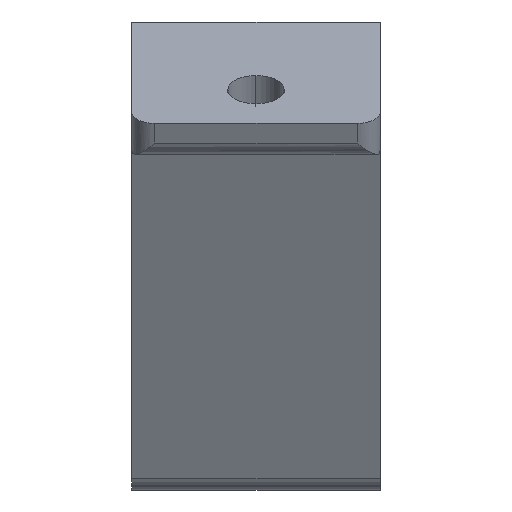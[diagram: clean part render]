
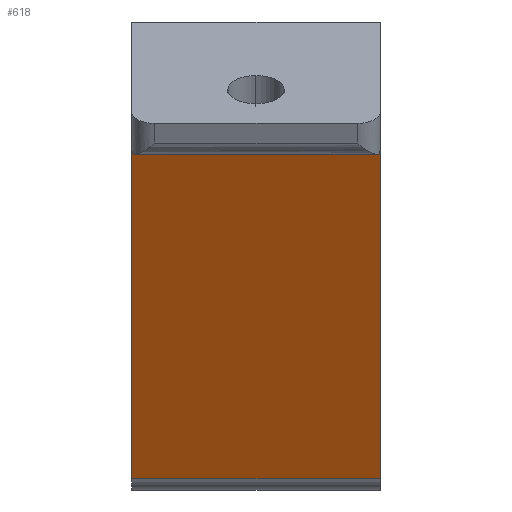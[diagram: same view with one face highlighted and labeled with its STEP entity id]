
A CAD part, left-side view. The second image highlights one B-rep face of the part: STEP entity #618.
In plain terms, the highlighted planar face has unit normal (-0.866, 0, -0.5).
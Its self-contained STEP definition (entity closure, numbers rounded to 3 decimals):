
#9 = CARTESIAN_POINT ( 'NONE',  ( -17.329, -3.5, 11.69 ) ) ;
#20 = LINE ( 'NONE', #554, #781 ) ;
#63 = VERTEX_POINT ( 'NONE', #1488 ) ;
#87 = CARTESIAN_POINT ( 'NONE',  ( -16.329, -14.5, 9.958 ) ) ;
#117 = FACE_OUTER_BOUND ( 'NONE', #1713, .T. ) ;
#133 = CARTESIAN_POINT ( 'NONE',  ( -16.329, -3.5, 9.958 ) ) ;
#193 = EDGE_CURVE ( 'NONE', #1324, #1460, #1441, .T. ) ;
#275 = DIRECTION ( 'NONE',  ( 0., -1., 0. ) ) ;
#400 = DIRECTION ( 'NONE',  ( -0.866, 0., -0.5 ) ) ;
#549 = CARTESIAN_POINT ( 'NONE',  ( -6.504, -14.5, -7.06 ) ) ;
#554 = CARTESIAN_POINT ( 'NONE',  ( -17.329, -3.5, 11.69 ) ) ;
#618 = ADVANCED_FACE ( 'NONE', ( #117 ), #1163, .T. ) ;
#657 = DIRECTION ( 'NONE',  ( 0., -1., 0. ) ) ;
#694 = DIRECTION ( 'NONE',  ( 0.5, 0., -0.866 ) ) ;
#722 = VECTOR ( 'NONE', #657, 1000. ) ;
#750 = VECTOR ( 'NONE', #694, 1000. ) ;
#759 = EDGE_CURVE ( 'NONE', #63, #1324, #20, .T. ) ;
#773 = EDGE_CURVE ( 'NONE', #63, #902, #1328, .T. ) ;
#781 = VECTOR ( 'NONE', #817, 1000. ) ;
#817 = DIRECTION ( 'NONE',  ( 0.5, 0., -0.866 ) ) ;
#828 = CARTESIAN_POINT ( 'NONE',  ( -17.329, -14.5, 11.69 ) ) ;
#879 = ORIENTED_EDGE ( 'NONE', *, *, #1130, .F. ) ;
#900 = CARTESIAN_POINT ( 'NONE',  ( -6.504, -3.5, -7.06 ) ) ;
#902 = VERTEX_POINT ( 'NONE', #87 ) ;
#1112 = AXIS2_PLACEMENT_3D ( 'NONE', #9, #400, #1608 ) ;
#1130 = EDGE_CURVE ( 'NONE', #902, #1460, #1511, .T. ) ;
#1163 = PLANE ( 'NONE',  #1112 ) ;
#1324 = VERTEX_POINT ( 'NONE', #900 ) ;
#1328 = LINE ( 'NONE', #133, #722 ) ;
#1365 = ORIENTED_EDGE ( 'NONE', *, *, #193, .T. ) ;
#1441 = LINE ( 'NONE', #1700, #1503 ) ;
#1459 = ORIENTED_EDGE ( 'NONE', *, *, #759, .T. ) ;
#1460 = VERTEX_POINT ( 'NONE', #549 ) ;
#1465 = ORIENTED_EDGE ( 'NONE', *, *, #773, .F. ) ;
#1488 = CARTESIAN_POINT ( 'NONE',  ( -16.329, -3.5, 9.958 ) ) ;
#1503 = VECTOR ( 'NONE', #275, 1000. ) ;
#1511 = LINE ( 'NONE', #828, #750 ) ;
#1608 = DIRECTION ( 'NONE',  ( -0.5, 0., 0.866 ) ) ;
#1700 = CARTESIAN_POINT ( 'NONE',  ( -6.504, -3.5, -7.06 ) ) ;
#1713 = EDGE_LOOP ( 'NONE', ( #1459, #1365, #879, #1465 ) ) ;
